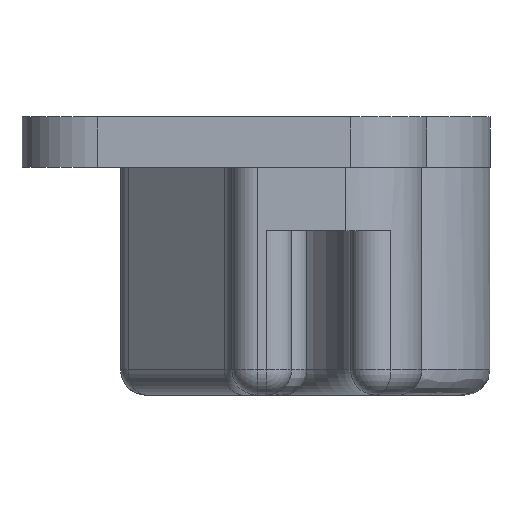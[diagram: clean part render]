
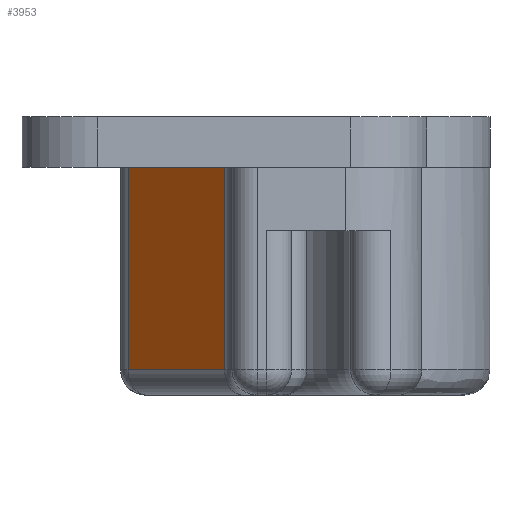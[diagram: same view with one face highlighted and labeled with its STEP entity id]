
A CAD part, front view. The second image highlights one B-rep face of the part: STEP entity #3953.
In plain terms, the highlighted planar face has unit normal (-0.707, -0.707, 0).
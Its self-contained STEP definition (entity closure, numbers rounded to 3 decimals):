
#126 = PLANE('',#127);
#127 = AXIS2_PLACEMENT_3D('',#128,#129,#130);
#128 = CARTESIAN_POINT('',(3.216,150.,-14.5));
#129 = DIRECTION('',(0.,0.,-1.));
#130 = DIRECTION('',(0.,-1.,0.));
#1311 = VERTEX_POINT('',#1312);
#1312 = CARTESIAN_POINT('',(-0.807,135.707,-14.5));
#1331 = CYLINDRICAL_SURFACE('',#1332,1.);
#1332 = AXIS2_PLACEMENT_3D('',#1333,#1334,#1335);
#1333 = CARTESIAN_POINT('',(-0.1,136.414,-14.5));
#1334 = DIRECTION('',(0.,0.,-1.));
#1335 = DIRECTION('',(-1.,0.,0.));
#1343 = EDGE_CURVE('',#1344,#1311,#1346,.T.);
#1344 = VERTEX_POINT('',#1345);
#1345 = CARTESIAN_POINT('',(3.007,131.893,-14.5));
#1346 = SURFACE_CURVE('',#1347,(#1351,#1358),.PCURVE_S1.);
#1347 = LINE('',#1348,#1349);
#1348 = CARTESIAN_POINT('',(3.3,131.6,-14.5));
#1349 = VECTOR('',#1350,1.);
#1350 = DIRECTION('',(-0.707,0.707,0.
    ));
#1351 = PCURVE('',#126,#1352);
#1352 = DEFINITIONAL_REPRESENTATION('',(#1353),#1357);
#1353 = LINE('',#1354,#1355);
#1354 = CARTESIAN_POINT('',(18.4,-0.084));
#1355 = VECTOR('',#1356,1.);
#1356 = DIRECTION('',(-0.707,0.707));
#1357 = ( GEOMETRIC_REPRESENTATION_CONTEXT(2) 
PARAMETRIC_REPRESENTATION_CONTEXT() REPRESENTATION_CONTEXT('2D SPACE',''
  ) );
#1358 = PCURVE('',#1359,#1364);
#1359 = PLANE('',#1360);
#1360 = AXIS2_PLACEMENT_3D('',#1361,#1362,#1363);
#1361 = CARTESIAN_POINT('',(3.3,131.6,-14.5));
#1362 = DIRECTION('',(-0.707,-0.707,0.
    ));
#1363 = DIRECTION('',(0.707,-0.707,0.)
  );
#1364 = DEFINITIONAL_REPRESENTATION('',(#1365),#1369);
#1365 = LINE('',#1366,#1367);
#1366 = CARTESIAN_POINT('',(-0.,0.));
#1367 = VECTOR('',#1368,1.);
#1368 = DIRECTION('',(-1.,0.));
#1369 = ( GEOMETRIC_REPRESENTATION_CONTEXT(2) 
PARAMETRIC_REPRESENTATION_CONTEXT() REPRESENTATION_CONTEXT('2D SPACE',''
  ) );
#1388 = CYLINDRICAL_SURFACE('',#1389,1.);
#1389 = AXIS2_PLACEMENT_3D('',#1390,#1391,#1392);
#1390 = CARTESIAN_POINT('',(2.3,131.186,-14.5));
#1391 = DIRECTION('',(0.,0.,-1.));
#1392 = DIRECTION('',(0.707,0.707,0.)
  );
#3905 = VERTEX_POINT('',#3906);
#3906 = CARTESIAN_POINT('',(3.007,131.893,-22.5));
#3933 = EDGE_CURVE('',#1344,#3905,#3934,.T.);
#3934 = SURFACE_CURVE('',#3935,(#3939,#3946),.PCURVE_S1.);
#3935 = LINE('',#3936,#3937);
#3936 = CARTESIAN_POINT('',(3.007,131.893,-14.5));
#3937 = VECTOR('',#3938,1.);
#3938 = DIRECTION('',(0.,0.,-1.));
#3939 = PCURVE('',#1388,#3940);
#3940 = DEFINITIONAL_REPRESENTATION('',(#3941),#3945);
#3941 = LINE('',#3942,#3943);
#3942 = CARTESIAN_POINT('',(0.,0.));
#3943 = VECTOR('',#3944,1.);
#3944 = DIRECTION('',(0.,1.));
#3945 = ( GEOMETRIC_REPRESENTATION_CONTEXT(2) 
PARAMETRIC_REPRESENTATION_CONTEXT() REPRESENTATION_CONTEXT('2D SPACE',''
  ) );
#3946 = PCURVE('',#1359,#3947);
#3947 = DEFINITIONAL_REPRESENTATION('',(#3948),#3952);
#3948 = LINE('',#3949,#3950);
#3949 = CARTESIAN_POINT('',(-0.414,0.));
#3950 = VECTOR('',#3951,1.);
#3951 = DIRECTION('',(0.,-1.));
#3952 = ( GEOMETRIC_REPRESENTATION_CONTEXT(2) 
PARAMETRIC_REPRESENTATION_CONTEXT() REPRESENTATION_CONTEXT('2D SPACE',''
  ) );
#3953 = ADVANCED_FACE('',(#3954),#1359,.T.);
#3954 = FACE_BOUND('',#3955,.F.);
#3955 = EDGE_LOOP('',(#3956,#3957,#3958,#3986));
#3956 = ORIENTED_EDGE('',*,*,#1343,.F.);
#3957 = ORIENTED_EDGE('',*,*,#3933,.T.);
#3958 = ORIENTED_EDGE('',*,*,#3959,.T.);
#3959 = EDGE_CURVE('',#3905,#3960,#3962,.T.);
#3960 = VERTEX_POINT('',#3961);
#3961 = CARTESIAN_POINT('',(-0.807,135.707,-22.5));
#3962 = SURFACE_CURVE('',#3963,(#3967,#3974),.PCURVE_S1.);
#3963 = LINE('',#3964,#3965);
#3964 = CARTESIAN_POINT('',(3.3,131.6,-22.5));
#3965 = VECTOR('',#3966,1.);
#3966 = DIRECTION('',(-0.707,0.707,0.
    ));
#3967 = PCURVE('',#1359,#3968);
#3968 = DEFINITIONAL_REPRESENTATION('',(#3969),#3973);
#3969 = LINE('',#3970,#3971);
#3970 = CARTESIAN_POINT('',(0.,-8.));
#3971 = VECTOR('',#3972,1.);
#3972 = DIRECTION('',(-1.,0.));
#3973 = ( GEOMETRIC_REPRESENTATION_CONTEXT(2) 
PARAMETRIC_REPRESENTATION_CONTEXT() REPRESENTATION_CONTEXT('2D SPACE',''
  ) );
#3974 = PCURVE('',#3975,#3980);
#3975 = CYLINDRICAL_SURFACE('',#3976,1.);
#3976 = AXIS2_PLACEMENT_3D('',#3977,#3978,#3979);
#3977 = CARTESIAN_POINT('',(4.007,132.307,-22.5));
#3978 = DIRECTION('',(-0.707,0.707,0.
    ));
#3979 = DIRECTION('',(-0.707,-0.707,0.
    ));
#3980 = DEFINITIONAL_REPRESENTATION('',(#3981),#3985);
#3981 = LINE('',#3982,#3983);
#3982 = CARTESIAN_POINT('',(6.283,0.));
#3983 = VECTOR('',#3984,1.);
#3984 = DIRECTION('',(-0.,1.));
#3985 = ( GEOMETRIC_REPRESENTATION_CONTEXT(2) 
PARAMETRIC_REPRESENTATION_CONTEXT() REPRESENTATION_CONTEXT('2D SPACE',''
  ) );
#3986 = ORIENTED_EDGE('',*,*,#3987,.F.);
#3987 = EDGE_CURVE('',#1311,#3960,#3988,.T.);
#3988 = SURFACE_CURVE('',#3989,(#3993,#4000),.PCURVE_S1.);
#3989 = LINE('',#3990,#3991);
#3990 = CARTESIAN_POINT('',(-0.807,135.707,-14.5));
#3991 = VECTOR('',#3992,1.);
#3992 = DIRECTION('',(0.,0.,-1.));
#3993 = PCURVE('',#1359,#3994);
#3994 = DEFINITIONAL_REPRESENTATION('',(#3995),#3999);
#3995 = LINE('',#3996,#3997);
#3996 = CARTESIAN_POINT('',(-5.808,0.));
#3997 = VECTOR('',#3998,1.);
#3998 = DIRECTION('',(0.,-1.));
#3999 = ( GEOMETRIC_REPRESENTATION_CONTEXT(2) 
PARAMETRIC_REPRESENTATION_CONTEXT() REPRESENTATION_CONTEXT('2D SPACE',''
  ) );
#4000 = PCURVE('',#1331,#4001);
#4001 = DEFINITIONAL_REPRESENTATION('',(#4002),#4006);
#4002 = LINE('',#4003,#4004);
#4003 = CARTESIAN_POINT('',(5.498,0.));
#4004 = VECTOR('',#4005,1.);
#4005 = DIRECTION('',(-0.,1.));
#4006 = ( GEOMETRIC_REPRESENTATION_CONTEXT(2) 
PARAMETRIC_REPRESENTATION_CONTEXT() REPRESENTATION_CONTEXT('2D SPACE',''
  ) );
